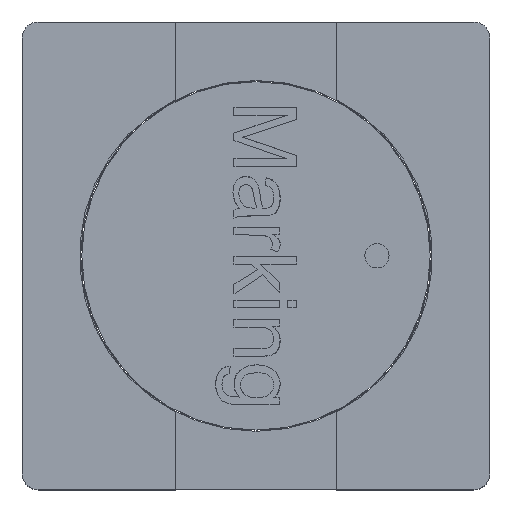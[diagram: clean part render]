
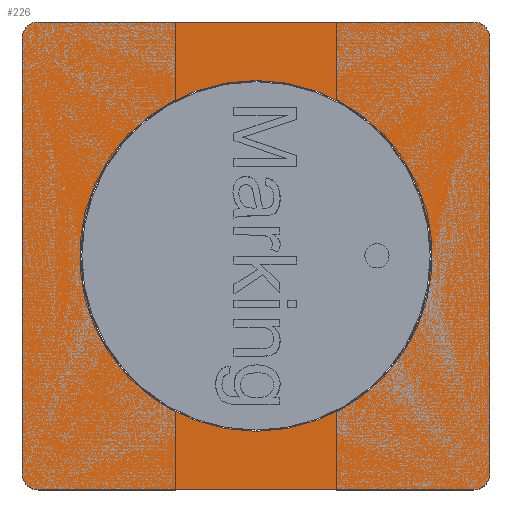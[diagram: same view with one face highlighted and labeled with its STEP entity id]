
A CAD part, top view. The second image highlights one B-rep face of the part: STEP entity #226.
In plain terms, the highlighted planar face has unit normal (0, 0, 1).
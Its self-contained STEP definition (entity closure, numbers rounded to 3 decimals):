
#226 = ADVANCED_FACE( '', ( #574, #575 ), #576, .T. );
#574 = FACE_BOUND( '', #1112, .T. );
#575 = FACE_OUTER_BOUND( '', #1113, .T. );
#576 = PLANE( '', #1114 );
#1112 = EDGE_LOOP( '', ( #2221 ) );
#1113 = EDGE_LOOP( '', ( #2222, #2223, #2224, #2225, #2226, #2227, #2228, #2229 ) );
#1114 = AXIS2_PLACEMENT_3D( '', #2230, #2231, #2232 );
#2221 = ORIENTED_EDGE( '', *, *, #3619, .T. );
#2222 = ORIENTED_EDGE( '', *, *, #3620, .T. );
#2223 = ORIENTED_EDGE( '', *, *, #3621, .T. );
#2224 = ORIENTED_EDGE( '', *, *, #3622, .T. );
#2225 = ORIENTED_EDGE( '', *, *, #3623, .T. );
#2226 = ORIENTED_EDGE( '', *, *, #3624, .T. );
#2227 = ORIENTED_EDGE( '', *, *, #3625, .T. );
#2228 = ORIENTED_EDGE( '', *, *, #3626, .T. );
#2229 = ORIENTED_EDGE( '', *, *, #3627, .T. );
#2230 = CARTESIAN_POINT( '', ( -2.9, -2.9, 0. ) );
#2231 = DIRECTION( '', ( 0., 0., 1. ) );
#2232 = DIRECTION( '', ( 1., 0., 0. ) );
#3619 = EDGE_CURVE( '', #4145, #4145, #4146, .T. );
#3620 = EDGE_CURVE( '', #4147, #4148, #4149, .T. );
#3621 = EDGE_CURVE( '', #4148, #4150, #4151, .T. );
#3622 = EDGE_CURVE( '', #4150, #4152, #4153, .T. );
#3623 = EDGE_CURVE( '', #4152, #4154, #4155, .T. );
#3624 = EDGE_CURVE( '', #4154, #4156, #4157, .T. );
#3625 = EDGE_CURVE( '', #4156, #4158, #4159, .T. );
#3626 = EDGE_CURVE( '', #4158, #4160, #4161, .T. );
#3627 = EDGE_CURVE( '', #4160, #4147, #4162, .T. );
#4145 = VERTEX_POINT( '', #4915 );
#4146 = CIRCLE( '', #4916, 2.175 );
#4147 = VERTEX_POINT( '', #4917 );
#4148 = VERTEX_POINT( '', #4918 );
#4149 = LINE( '', #4919, #4920 );
#4150 = VERTEX_POINT( '', #4921 );
#4151 = CIRCLE( '', #4922, 0.2 );
#4152 = VERTEX_POINT( '', #4923 );
#4153 = LINE( '', #4924, #4925 );
#4154 = VERTEX_POINT( '', #4926 );
#4155 = CIRCLE( '', #4927, 0.2 );
#4156 = VERTEX_POINT( '', #4928 );
#4157 = LINE( '', #4929, #4930 );
#4158 = VERTEX_POINT( '', #4931 );
#4159 = CIRCLE( '', #4932, 0.2 );
#4160 = VERTEX_POINT( '', #4933 );
#4161 = LINE( '', #4934, #4935 );
#4162 = CIRCLE( '', #4936, 0.2 );
#4915 = CARTESIAN_POINT( '', ( 0., 2.175, 0. ) );
#4916 = AXIS2_PLACEMENT_3D( '', #6363, #6364, #6365 );
#4917 = CARTESIAN_POINT( '', ( -2.7, -2.9, 0. ) );
#4918 = CARTESIAN_POINT( '', ( 2.7, -2.9, 0. ) );
#4919 = CARTESIAN_POINT( '', ( -2.9, -2.9, 0. ) );
#4920 = VECTOR( '', #6366, 1000. );
#4921 = CARTESIAN_POINT( '', ( 2.9, -2.7, 0. ) );
#4922 = AXIS2_PLACEMENT_3D( '', #6367, #6368, #6369 );
#4923 = CARTESIAN_POINT( '', ( 2.9, 2.7, 0. ) );
#4924 = CARTESIAN_POINT( '', ( 2.9, -2.9, 0. ) );
#4925 = VECTOR( '', #6370, 1000. );
#4926 = CARTESIAN_POINT( '', ( 2.7, 2.9, 0. ) );
#4927 = AXIS2_PLACEMENT_3D( '', #6371, #6372, #6373 );
#4928 = CARTESIAN_POINT( '', ( -2.7, 2.9, 0. ) );
#4929 = CARTESIAN_POINT( '', ( 2.9, 2.9, 0. ) );
#4930 = VECTOR( '', #6374, 1000. );
#4931 = CARTESIAN_POINT( '', ( -2.9, 2.7, 0. ) );
#4932 = AXIS2_PLACEMENT_3D( '', #6375, #6376, #6377 );
#4933 = CARTESIAN_POINT( '', ( -2.9, -2.7, 0. ) );
#4934 = CARTESIAN_POINT( '', ( -2.9, 2.9, 0. ) );
#4935 = VECTOR( '', #6378, 1000. );
#4936 = AXIS2_PLACEMENT_3D( '', #6379, #6380, #6381 );
#6363 = CARTESIAN_POINT( '', ( 0., 0., 0. ) );
#6364 = DIRECTION( '', ( 0., 0., -1. ) );
#6365 = DIRECTION( '', ( 0., 1., 0. ) );
#6366 = DIRECTION( '', ( 1., 0., 0. ) );
#6367 = CARTESIAN_POINT( '', ( 2.7, -2.7, 0. ) );
#6368 = DIRECTION( '', ( 0., 0., 1. ) );
#6369 = DIRECTION( '', ( 1., 0., 0. ) );
#6370 = DIRECTION( '', ( 0., 1., 0. ) );
#6371 = CARTESIAN_POINT( '', ( 2.7, 2.7, 0. ) );
#6372 = DIRECTION( '', ( 0., 0., 1. ) );
#6373 = DIRECTION( '', ( 1., 0., 0. ) );
#6374 = DIRECTION( '', ( -1., 0., 0. ) );
#6375 = CARTESIAN_POINT( '', ( -2.7, 2.7, 0. ) );
#6376 = DIRECTION( '', ( 0., 0., 1. ) );
#6377 = DIRECTION( '', ( 1., 0., 0. ) );
#6378 = DIRECTION( '', ( 0., -1., 0. ) );
#6379 = CARTESIAN_POINT( '', ( -2.7, -2.7, 0. ) );
#6380 = DIRECTION( '', ( 0., 0., 1. ) );
#6381 = DIRECTION( '', ( 1., 0., 0. ) );
